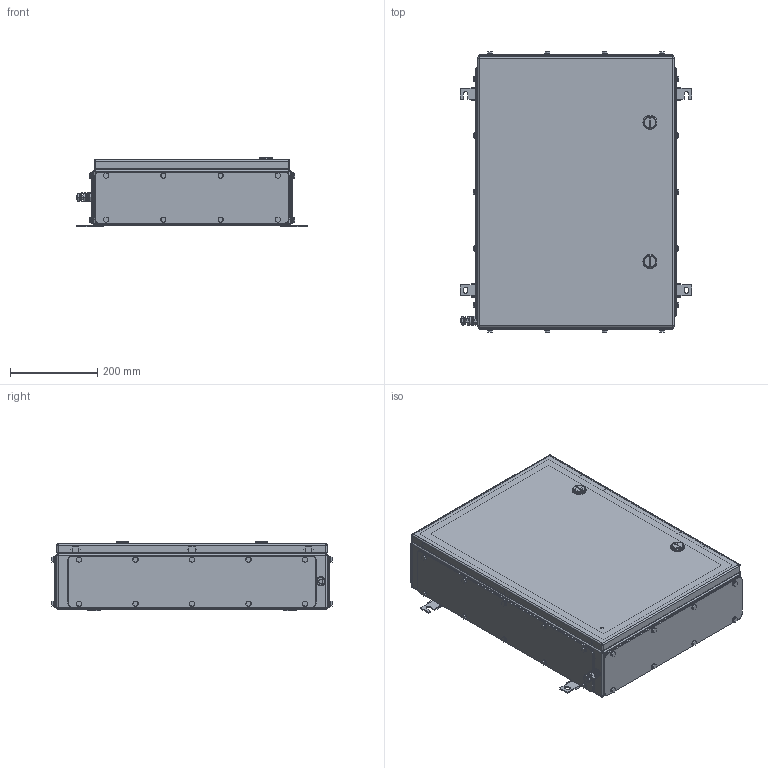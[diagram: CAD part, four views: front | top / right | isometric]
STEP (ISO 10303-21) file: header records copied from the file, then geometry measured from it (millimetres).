
FILE_DESCRIPTION(('CATIA V5 STEP Exchange','CAx-IF Rec.Pracs.--- Model Styling and Organization---1.4--- 2014-01-23'),'2;1');
FILE_NAME ('008843-6_3_1200710000_1200710000.stp','2019-09-23T09:14:51+00:00',('none'),('Weidmueller'),'CATIA Version 5-6 Release 2016 SP3 HF44','CATIA V5 STEP AP214','none');
FILE_SCHEMA(('AUTOMOTIVE_DESIGN { 1 0 10303 214 1 1 1 1 }'));
Products named in the file (1): ZUB_KTB_QL_624515_4GP
Bounding box: 531 x 642 x 159.8 mm (x, y, z)
Volume: 2407800.1 mm3; surface area: 2489167.3 mm2
Topology: 133 solids, 135 shells, 2595 faces, 5936 edges, 3738 vertices
Faces by surface type: cylinder 1168, plane 1121, cone 252, sphere 24, torus 22, bspline 8
Entity records: 69253 total; most frequent: CARTESIAN_POINT 14144, ORIENTED_EDGE 11648, DIRECTION 9305, EDGE_CURVE 5824, AXIS2_PLACEMENT_3D 4154, VERTEX_POINT 3738, VECTOR 3248, LINE 3248
